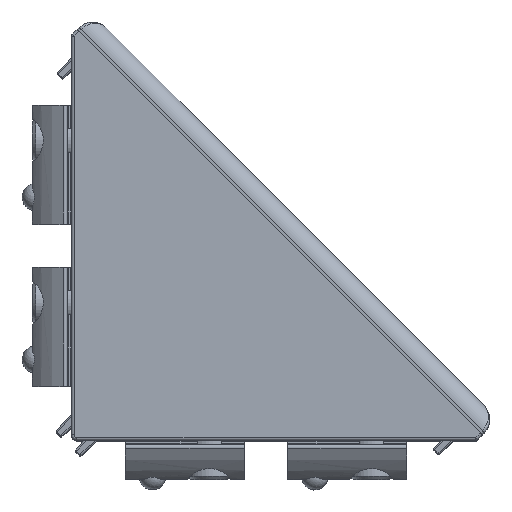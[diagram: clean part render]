
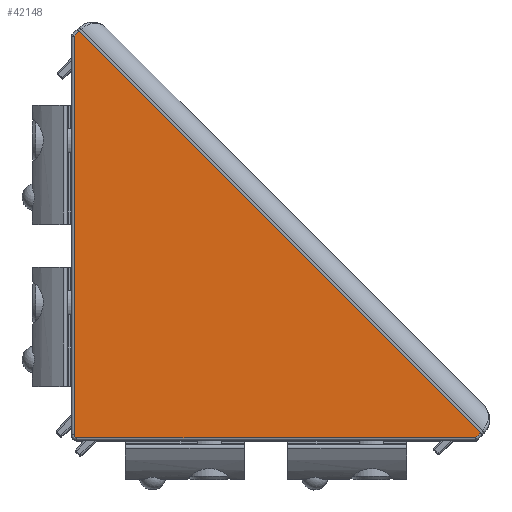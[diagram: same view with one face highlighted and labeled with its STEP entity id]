
A CAD part, top view. The second image highlights one B-rep face of the part: STEP entity #42148.
In plain terms, the highlighted planar face has unit normal (0, 0, 1).
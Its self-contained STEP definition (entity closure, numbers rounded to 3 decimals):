
#557=PLANE('',#46086);
#4788=FACE_OUTER_BOUND('',#7641,.T.);
#7641=EDGE_LOOP('',(#28552,#28553,#28554,#28555,#28556,#28557));
#10449=LINE('',#73492,#12655);
#10450=LINE('',#73494,#12656);
#10451=LINE('',#73496,#12657);
#10452=LINE('',#73498,#12658);
#10453=LINE('',#73499,#12659);
#12655=VECTOR('',#51419,1000.);
#12656=VECTOR('',#51420,1000.);
#12657=VECTOR('',#51421,1000.);
#12658=VECTOR('',#51422,1000.);
#12659=VECTOR('',#51423,1000.);
#15179=CIRCLE('',#46087,0.5);
#17813=VERTEX_POINT('',#73488);
#17814=VERTEX_POINT('',#73489);
#17815=VERTEX_POINT('',#73491);
#17816=VERTEX_POINT('',#73493);
#17817=VERTEX_POINT('',#73495);
#17818=VERTEX_POINT('',#73497);
#21813=EDGE_CURVE('',#17813,#17814,#15179,.T.);
#21814=EDGE_CURVE('',#17815,#17813,#10449,.T.);
#21815=EDGE_CURVE('',#17816,#17815,#10450,.T.);
#21816=EDGE_CURVE('',#17816,#17817,#10451,.T.);
#21817=EDGE_CURVE('',#17817,#17818,#10452,.T.);
#21818=EDGE_CURVE('',#17818,#17814,#10453,.T.);
#28552=ORIENTED_EDGE('',*,*,#21813,.F.);
#28553=ORIENTED_EDGE('',*,*,#21814,.F.);
#28554=ORIENTED_EDGE('',*,*,#21815,.F.);
#28555=ORIENTED_EDGE('',*,*,#21816,.T.);
#28556=ORIENTED_EDGE('',*,*,#21817,.T.);
#28557=ORIENTED_EDGE('',*,*,#21818,.T.);
#42148=ADVANCED_FACE('',(#4788),#557,.F.);
#46086=AXIS2_PLACEMENT_3D('',#73487,#51415,#51416);
#46087=AXIS2_PLACEMENT_3D('',#73490,#51417,#51418);
#51415=DIRECTION('center_axis',(0.,0.,-1.));
#51416=DIRECTION('ref_axis',(1.,0.,0.));
#51417=DIRECTION('center_axis',(0.,0.,-1.));
#51418=DIRECTION('ref_axis',(-1.,0.,0.));
#51419=DIRECTION('',(0.707,0.707,0.));
#51420=DIRECTION('',(0.,1.,0.));
#51421=DIRECTION('',(1.,0.,0.));
#51422=DIRECTION('',(0.,1.,0.));
#51423=DIRECTION('',(-0.707,0.707,0.));
#73487=CARTESIAN_POINT('Origin',(0.,54.49,
37.));
#73488=CARTESIAN_POINT('',(-0.354,53.429,37.));
#73489=CARTESIAN_POINT('',(0.354,53.429,37.));
#73490=CARTESIAN_POINT('Origin',(0.,53.076,
37.));
#73491=CARTESIAN_POINT('',(-52.49,1.293,37.));
#73492=CARTESIAN_POINT('',(0.354,54.137,37.));
#73493=CARTESIAN_POINT('',(-52.49,0.,37.));
#73494=CARTESIAN_POINT('',(-52.49,54.49,37.));
#73495=CARTESIAN_POINT('',(52.49,0.,37.));
#73496=CARTESIAN_POINT('',(-52.99,0.,37.));
#73497=CARTESIAN_POINT('',(52.49,1.293,37.));
#73498=CARTESIAN_POINT('',(52.49,54.49,37.));
#73499=CARTESIAN_POINT('',(-0.354,54.137,37.));
